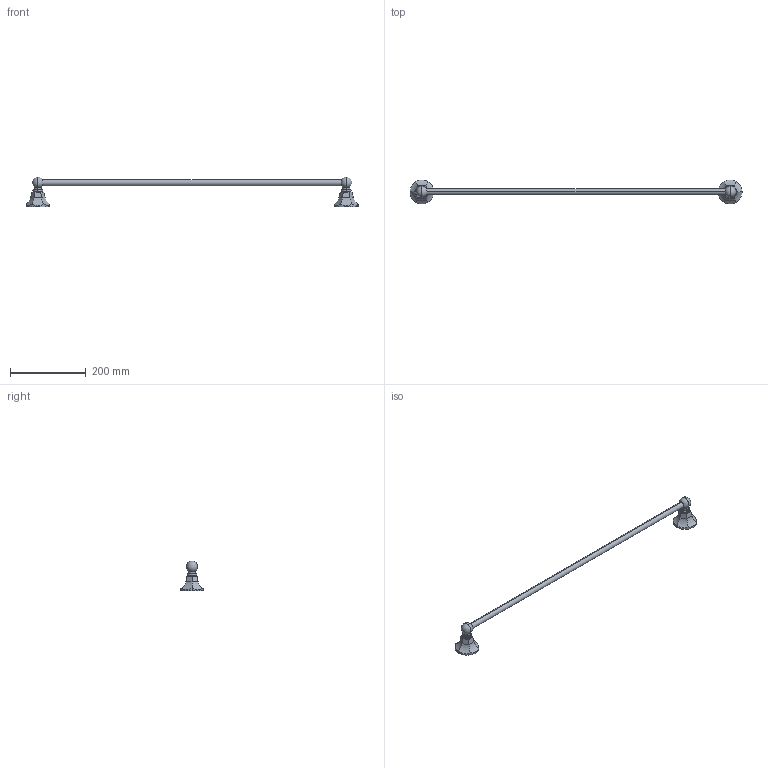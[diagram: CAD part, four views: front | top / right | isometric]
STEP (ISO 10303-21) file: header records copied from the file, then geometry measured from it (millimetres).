
FILE_DESCRIPTION((''),'2;1');
FILE_NAME('604','2022-02-07T09:17:23',('rsmith'),(''),'CREO PARAMETRIC BY PTC INC, 2018400','CREO PARAMETRIC BY PTC INC, 2018400','');
FILE_SCHEMA(('AUTOMOTIVE_DESIGN { 1 0 10303 214 1 1 1 1 }'));
Length unit declared in the file: inch
Products named in the file (1): 604
Bounding box: 875.28 x 62.48 x 78.89 mm (x, y, z)
Volume: 306279.7 mm3; surface area: 64859.5 mm2
Topology: 1 solids, 1 shells, 62 faces, 134 edges, 78 vertices
Faces by surface type: cylinder 38, torus 12, plane 8, sphere 4
Entity records: 2713 total; most frequent: CARTESIAN_POINT 674, DIRECTION 274, ORIENTED_EDGE 260, PRESENTATION_STYLE_ASSIGNMENT 151, COLOUR_RGB 147, STYLED_ITEM 131, CURVE_STYLE 130, EDGE_CURVE 130
